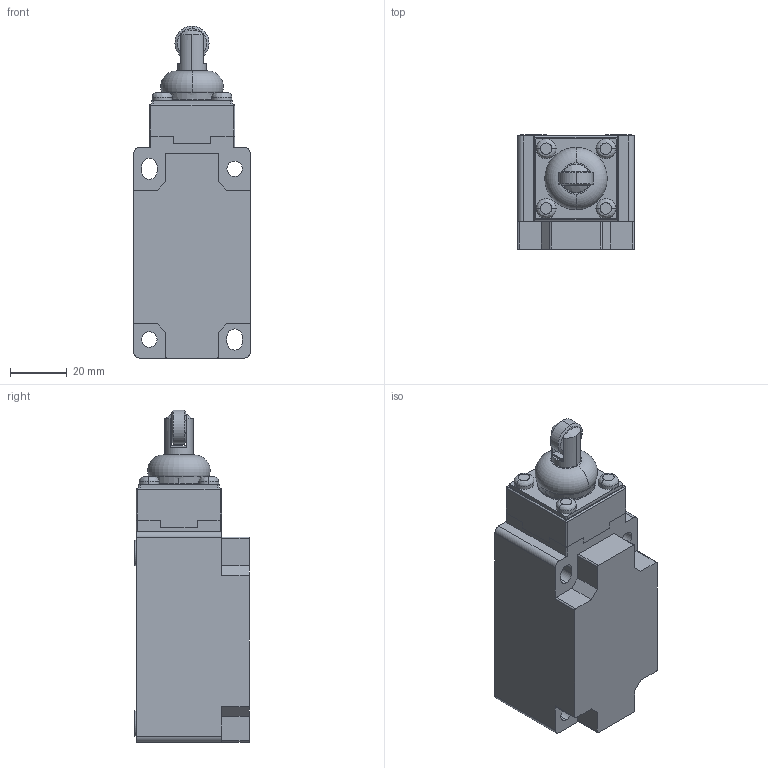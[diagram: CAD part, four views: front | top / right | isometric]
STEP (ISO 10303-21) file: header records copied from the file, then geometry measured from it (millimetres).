
FILE_DESCRIPTION (( 'STEP AP214' ), '1' );
FILE_NAME ('ABP1H19Z11.step', '2017-12-19T21:07:16', ( '' ), ( '' ), 'SwSTEP 2.0', 'SolidWorks 2017', '' );
FILE_SCHEMA (( 'AUTOMOTIVE_DESIGN' ));
Length unit declared in the file: inch
Products named in the file (1): ABP1H19Z11
Bounding box: 41 x 40.25 x 116.7 mm (x, y, z)
Volume: 127479.6 mm3; surface area: 25073.7 mm2
Topology: 4 solids, 4 shells, 188 faces, 484 edges, 313 vertices
Faces by surface type: plane 86, cylinder 76, bspline 18, cone 6, torus 2
Entity records: 8485 total; most frequent: CARTESIAN_POINT 1307, DIRECTION 1000, ORIENTED_EDGE 962, EDGE_CURVE 481, AXIS2_PLACEMENT_3D 362, VERTEX_POINT 313, LINE 276, VECTOR 276
